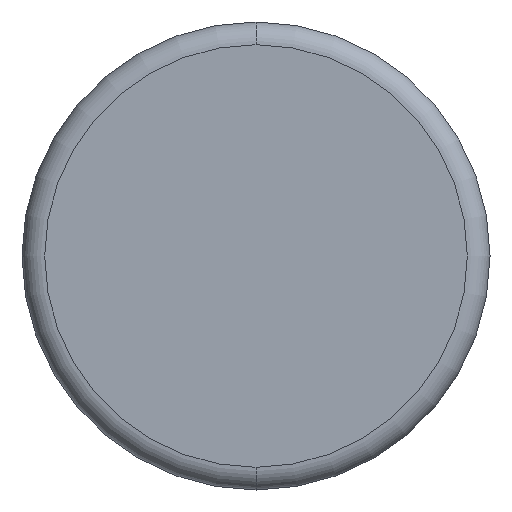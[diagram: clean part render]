
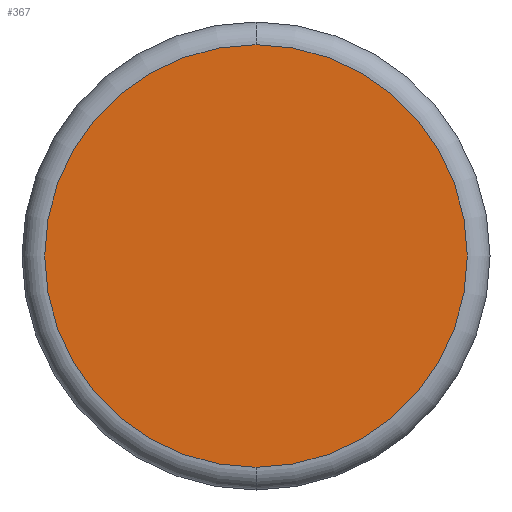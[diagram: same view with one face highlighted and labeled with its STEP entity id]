
A CAD part, front view. The second image highlights one B-rep face of the part: STEP entity #367.
In plain terms, the highlighted planar face has unit normal (0, -1, 0).
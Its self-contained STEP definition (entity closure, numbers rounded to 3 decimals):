
#9 = CARTESIAN_POINT ( 'NONE',  ( 0., 0., 0. ) ) ;
#12 = DIRECTION ( 'NONE',  ( 0., -1., 0. ) ) ;
#14 = CARTESIAN_POINT ( 'NONE',  ( 0., 0., -4.65 ) ) ;
#31 = ORIENTED_EDGE ( 'NONE', *, *, #252, .T. ) ;
#32 = CARTESIAN_POINT ( 'NONE',  ( 0., 0., 0. ) ) ;
#45 = DIRECTION ( 'NONE',  ( 0., 0., 1. ) ) ;
#47 = DIRECTION ( 'NONE',  ( 0., 1., 0. ) ) ;
#63 = DIRECTION ( 'NONE',  ( 0., -1., 0. ) ) ;
#91 = CARTESIAN_POINT ( 'NONE',  ( 0., 0., 0. ) ) ;
#103 = ORIENTED_EDGE ( 'NONE', *, *, #329, .T. ) ;
#137 = AXIS2_PLACEMENT_3D ( 'NONE', #32, #63, #372 ) ;
#139 = CARTESIAN_POINT ( 'NONE',  ( 0., 0., 4.65 ) ) ;
#252 = EDGE_CURVE ( 'NONE', #333, #256, #377, .T. ) ;
#256 = VERTEX_POINT ( 'NONE', #139 ) ;
#274 = PLANE ( 'NONE',  #476 ) ;
#300 = EDGE_LOOP ( 'NONE', ( #103, #31 ) ) ;
#315 = CIRCLE ( 'NONE', #339, 4.65 ) ;
#329 = EDGE_CURVE ( 'NONE', #256, #333, #315, .T. ) ;
#333 = VERTEX_POINT ( 'NONE', #14 ) ;
#339 = AXIS2_PLACEMENT_3D ( 'NONE', #91, #12, #45 ) ;
#350 = DIRECTION ( 'NONE',  ( 0., 0., 1. ) ) ;
#367 = ADVANCED_FACE ( 'NONE', ( #405 ), #274, .F. ) ;
#372 = DIRECTION ( 'NONE',  ( 0., 0., 1. ) ) ;
#377 = CIRCLE ( 'NONE', #137, 4.65 ) ;
#405 = FACE_OUTER_BOUND ( 'NONE', #300, .T. ) ;
#476 = AXIS2_PLACEMENT_3D ( 'NONE', #9, #47, #350 ) ;
